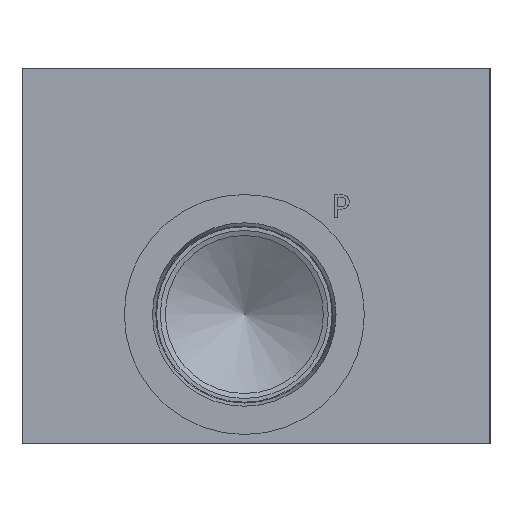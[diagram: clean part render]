
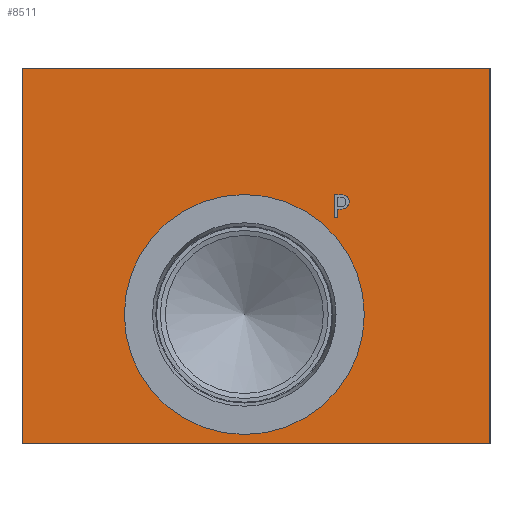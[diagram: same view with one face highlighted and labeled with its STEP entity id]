
A CAD part, left-side view. The second image highlights one B-rep face of the part: STEP entity #8511.
In plain terms, the highlighted planar face has unit normal (-1, 0, 0).
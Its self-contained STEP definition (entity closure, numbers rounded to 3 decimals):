
#71=CIRCLE('',#8863,32.563);
#72=CIRCLE('',#8864,32.563);
#223=FACE_BOUND('',#1366,.T.);
#224=FACE_BOUND('',#1367,.T.);
#442=B_SPLINE_CURVE_WITH_KNOTS('',2,(#13996,#13997,#13998,#13999),
 .UNSPECIFIED.,.F.,.F.,(3,1,3),(0.,1.,2.),.UNSPECIFIED.);
#444=B_SPLINE_CURVE_WITH_KNOTS('',2,(#14017,#14018,#14019,#14020),
 .UNSPECIFIED.,.F.,.F.,(3,1,3),(0.,1.,2.),.UNSPECIFIED.);
#446=B_SPLINE_CURVE_WITH_KNOTS('',2,(#14066,#14067,#14068,#14069),
 .UNSPECIFIED.,.F.,.F.,(3,1,3),(0.,1.,2.),.UNSPECIFIED.);
#448=B_SPLINE_CURVE_WITH_KNOTS('',2,(#14084,#14085,#14086,#14087),
 .UNSPECIFIED.,.F.,.F.,(3,1,3),(0.,1.,2.),.UNSPECIFIED.);
#906=FACE_OUTER_BOUND('',#1365,.T.);
#1365=EDGE_LOOP('',(#7109,#7110,#7111,#7112));
#1366=EDGE_LOOP('',(#7113,#7114));
#1367=EDGE_LOOP('',(#7115,#7116,#7117,#7118,#7119,#7120,#7121,#7122,#7123));
#1799=LINE('',#12861,#2655);
#2253=LINE('',#14029,#3109);
#2256=LINE('',#14035,#3112);
#2259=LINE('',#14041,#3115);
#2262=LINE('',#14047,#3118);
#2265=LINE('',#14053,#3121);
#2269=LINE('',#14095,#3125);
#2270=LINE('',#14097,#3126);
#2271=LINE('',#14098,#3127);
#2655=VECTOR('',#9569,10.);
#3109=VECTOR('',#10353,10.);
#3112=VECTOR('',#10358,10.);
#3115=VECTOR('',#10363,10.);
#3118=VECTOR('',#10368,10.);
#3121=VECTOR('',#10373,10.);
#3125=VECTOR('',#10381,10.);
#3126=VECTOR('',#10382,10.);
#3127=VECTOR('',#10383,10.);
#3508=VERTEX_POINT('',#12854);
#3511=VERTEX_POINT('',#12859);
#3830=VERTEX_POINT('',#13994);
#3831=VERTEX_POINT('',#13995);
#3834=VERTEX_POINT('',#14016);
#3836=VERTEX_POINT('',#14028);
#3838=VERTEX_POINT('',#14034);
#3840=VERTEX_POINT('',#14040);
#3842=VERTEX_POINT('',#14046);
#3844=VERTEX_POINT('',#14052);
#3846=VERTEX_POINT('',#14065);
#3848=VERTEX_POINT('',#14094);
#3849=VERTEX_POINT('',#14096);
#3850=VERTEX_POINT('',#14099);
#3851=VERTEX_POINT('',#14100);
#4472=EDGE_CURVE('',#3508,#3511,#1799,.T.);
#4949=EDGE_CURVE('',#3830,#3831,#442,.T.);
#4953=EDGE_CURVE('',#3834,#3830,#444,.T.);
#4956=EDGE_CURVE('',#3836,#3834,#2253,.T.);
#4959=EDGE_CURVE('',#3838,#3836,#2256,.T.);
#4962=EDGE_CURVE('',#3840,#3838,#2259,.T.);
#4965=EDGE_CURVE('',#3842,#3840,#2262,.T.);
#4968=EDGE_CURVE('',#3844,#3842,#2265,.T.);
#4971=EDGE_CURVE('',#3846,#3844,#446,.T.);
#4974=EDGE_CURVE('',#3831,#3846,#448,.T.);
#4976=EDGE_CURVE('',#3848,#3508,#2269,.T.);
#4977=EDGE_CURVE('',#3849,#3511,#2270,.T.);
#4978=EDGE_CURVE('',#3848,#3849,#2271,.T.);
#4979=EDGE_CURVE('',#3850,#3851,#71,.T.);
#4980=EDGE_CURVE('',#3851,#3850,#72,.T.);
#7109=ORIENTED_EDGE('',*,*,#4976,.T.);
#7110=ORIENTED_EDGE('',*,*,#4472,.T.);
#7111=ORIENTED_EDGE('',*,*,#4977,.F.);
#7112=ORIENTED_EDGE('',*,*,#4978,.F.);
#7113=ORIENTED_EDGE('',*,*,#4979,.T.);
#7114=ORIENTED_EDGE('',*,*,#4980,.T.);
#7115=ORIENTED_EDGE('',*,*,#4949,.T.);
#7116=ORIENTED_EDGE('',*,*,#4974,.T.);
#7117=ORIENTED_EDGE('',*,*,#4971,.T.);
#7118=ORIENTED_EDGE('',*,*,#4968,.T.);
#7119=ORIENTED_EDGE('',*,*,#4965,.T.);
#7120=ORIENTED_EDGE('',*,*,#4962,.T.);
#7121=ORIENTED_EDGE('',*,*,#4959,.T.);
#7122=ORIENTED_EDGE('',*,*,#4956,.T.);
#7123=ORIENTED_EDGE('',*,*,#4953,.T.);
#7785=PLANE('',#8862);
#8511=ADVANCED_FACE('',(#906,#223,#224),#7785,.T.);
#8862=AXIS2_PLACEMENT_3D('',#14093,#10379,#10380);
#8863=AXIS2_PLACEMENT_3D('',#14101,#10384,#10385);
#8864=AXIS2_PLACEMENT_3D('',#14102,#10386,#10387);
#9569=DIRECTION('',(0.,0.,1.));
#10353=DIRECTION('',(0.,-1.,0.));
#10358=DIRECTION('',(0.,0.,1.));
#10363=DIRECTION('',(0.,1.,0.));
#10368=DIRECTION('',(0.,0.,-1.));
#10373=DIRECTION('',(0.,1.,0.));
#10379=DIRECTION('center_axis',(-1.,0.,0.));
#10380=DIRECTION('ref_axis',(0.,-1.,0.));
#10381=DIRECTION('',(0.,-1.,0.));
#10382=DIRECTION('',(0.,-1.,0.));
#10383=DIRECTION('',(0.,0.,1.));
#10384=DIRECTION('center_axis',(1.,0.,0.));
#10385=DIRECTION('ref_axis',(0.,0.,1.));
#10386=DIRECTION('center_axis',(1.,0.,0.));
#10387=DIRECTION('ref_axis',(0.,0.,1.));
#12854=CARTESIAN_POINT('',(0.,0.,0.));
#12859=CARTESIAN_POINT('',(0.,0.,101.6));
#12861=CARTESIAN_POINT('',(0.,0.,0.));
#13994=CARTESIAN_POINT('',(0.,38.962,67.073));
#13995=CARTESIAN_POINT('',(0.,38.205,65.554));
#13996=CARTESIAN_POINT('Ctrl Pts',(0.,38.962,67.073));
#13997=CARTESIAN_POINT('Ctrl Pts',(0.,38.607,66.831));
#13998=CARTESIAN_POINT('Ctrl Pts',(0.,38.205,66.085));
#13999=CARTESIAN_POINT('Ctrl Pts',(0.,38.205,65.554));
#14016=CARTESIAN_POINT('',(0.,40.624,67.469));
#14017=CARTESIAN_POINT('Ctrl Pts',(0.,40.624,67.469));
#14018=CARTESIAN_POINT('Ctrl Pts',(0.,40.058,67.469));
#14019=CARTESIAN_POINT('Ctrl Pts',(0.,39.266,67.283));
#14020=CARTESIAN_POINT('Ctrl Pts',(0.,38.962,67.073));
#14028=CARTESIAN_POINT('',(0.,42.219,67.469));
#14029=CARTESIAN_POINT('',(0.,84.61,67.469));
#14034=CARTESIAN_POINT('',(0.,42.219,61.119));
#14035=CARTESIAN_POINT('',(0.,42.219,30.559));
#14040=CARTESIAN_POINT('',(0.,41.375,61.119));
#14041=CARTESIAN_POINT('',(0.,84.188,61.119));
#14046=CARTESIAN_POINT('',(0.,41.375,63.486));
#14047=CARTESIAN_POINT('',(0.,41.375,31.743));
#14052=CARTESIAN_POINT('',(0.,40.66,63.486));
#14053=CARTESIAN_POINT('',(0.,83.83,63.486));
#14065=CARTESIAN_POINT('',(0.,38.761,64.145));
#14066=CARTESIAN_POINT('Ctrl Pts',(0.,38.761,64.145));
#14067=CARTESIAN_POINT('Ctrl Pts',(0.,39.091,63.82));
#14068=CARTESIAN_POINT('Ctrl Pts',(0.,39.981,63.486));
#14069=CARTESIAN_POINT('Ctrl Pts',(0.,40.66,63.486));
#14084=CARTESIAN_POINT('Ctrl Pts',(0.,38.205,65.554));
#14085=CARTESIAN_POINT('Ctrl Pts',(0.,38.205,65.143));
#14086=CARTESIAN_POINT('Ctrl Pts',(0.,38.499,64.402));
#14087=CARTESIAN_POINT('Ctrl Pts',(0.,38.761,64.145));
#14093=CARTESIAN_POINT('Origin',(0.,127.,0.));
#14094=CARTESIAN_POINT('',(0.,127.,0.));
#14095=CARTESIAN_POINT('',(0.,127.,0.));
#14096=CARTESIAN_POINT('',(0.,127.,101.6));
#14097=CARTESIAN_POINT('',(0.,127.,101.6));
#14098=CARTESIAN_POINT('',(0.,127.,0.));
#14099=CARTESIAN_POINT('',(0.,66.675,67.488));
#14100=CARTESIAN_POINT('',(0.,66.675,2.362));
#14101=CARTESIAN_POINT('Origin',(0.,66.675,34.925));
#14102=CARTESIAN_POINT('Origin',(0.,66.675,34.925));
